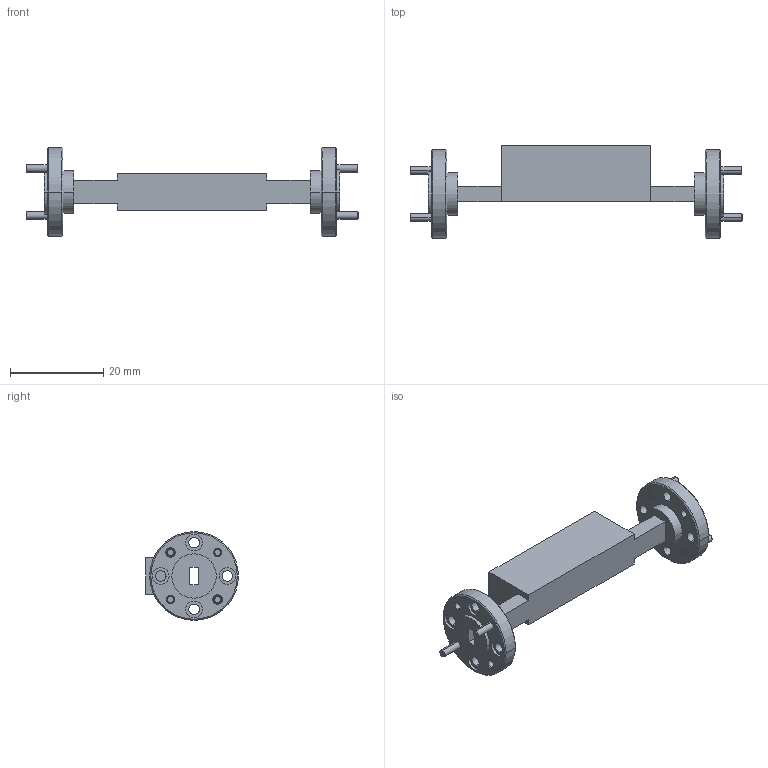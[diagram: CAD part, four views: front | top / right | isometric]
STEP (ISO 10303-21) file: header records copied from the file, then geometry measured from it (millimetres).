
FILE_DESCRIPTION (( 'STEP AP203' ), '1' );
FILE_NAME ('STA-XX-15-F2.STEP', '2016-12-19T21:12:23', ( '' ), ( '' ), 'SwSTEP 2.0', 'SolidWorks 2013', '' );
FILE_SCHEMA (( 'CONFIG_CONTROL_DESIGN' ));
Length unit declared in the file: inch
Products named in the file (1): STA-XX-15-F2
Bounding box: 71.25 x 19.94 x 19.05 mm (x, y, z)
Volume: 5068.5 mm3; surface area: 4500.2 mm2
Topology: 5 solids, 5 shells, 148 faces, 342 edges, 218 vertices
Faces by surface type: cylinder 68, cone 40, plane 40
Entity records: 4391 total; most frequent: DIRECTION 826, CARTESIAN_POINT 709, ORIENTED_EDGE 684, EDGE_CURVE 342, AXIS2_PLACEMENT_3D 335, VERTEX_POINT 218, EDGE_LOOP 196, CIRCLE 186
